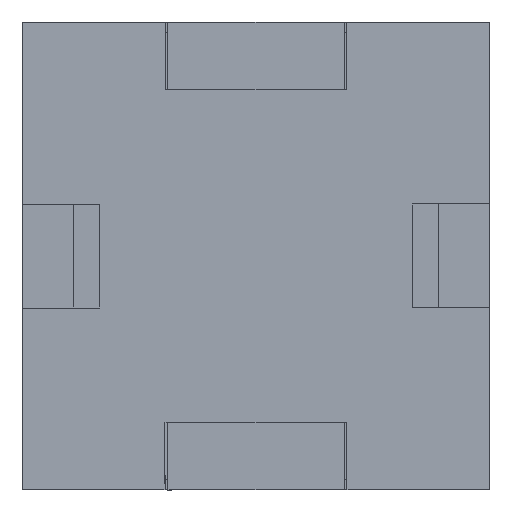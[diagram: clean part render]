
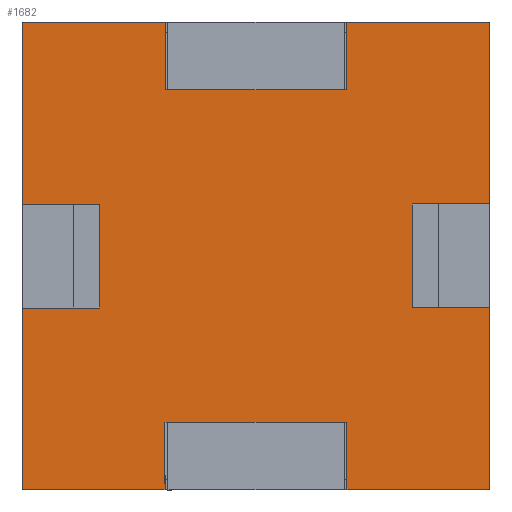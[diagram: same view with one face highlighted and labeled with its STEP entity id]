
A CAD part, front view. The second image highlights one B-rep face of the part: STEP entity #1682.
In plain terms, the highlighted planar face has unit normal (0, -1, 0).
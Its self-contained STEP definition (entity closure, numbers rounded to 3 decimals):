
#52=FACE_OUTER_BOUND('',#144,.T.);
#144=EDGE_LOOP('',(#1155,#1156,#1157,#1158,#1159,#1160,#1161,#1162,#1163,
#1164,#1165,#1166,#1167,#1168,#1169,#1170,#1171,#1172,#1173,#1174,#1175,
#1176,#1177,#1178));
#265=LINE('',#2432,#499);
#266=LINE('',#2433,#500);
#267=LINE('',#2434,#501);
#268=LINE('',#2436,#502);
#269=LINE('',#2438,#503);
#270=LINE('',#2440,#504);
#271=LINE('',#2442,#505);
#272=LINE('',#2444,#506);
#273=LINE('',#2446,#507);
#274=LINE('',#2448,#508);
#275=LINE('',#2450,#509);
#276=LINE('',#2452,#510);
#277=LINE('',#2454,#511);
#278=LINE('',#2455,#512);
#279=LINE('',#2456,#513);
#280=LINE('',#2458,#514);
#281=LINE('',#2460,#515);
#282=LINE('',#2462,#516);
#283=LINE('',#2464,#517);
#284=LINE('',#2466,#518);
#285=LINE('',#2468,#519);
#286=LINE('',#2470,#520);
#287=LINE('',#2472,#521);
#288=LINE('',#2473,#522);
#499=VECTOR('',#1973,1.);
#500=VECTOR('',#1974,1.);
#501=VECTOR('',#1975,1.);
#502=VECTOR('',#1976,1.);
#503=VECTOR('',#1977,1.);
#504=VECTOR('',#1978,1.);
#505=VECTOR('',#1979,1.);
#506=VECTOR('',#1980,1.);
#507=VECTOR('',#1981,1.);
#508=VECTOR('',#1982,1.);
#509=VECTOR('',#1983,1.);
#510=VECTOR('',#1984,1.);
#511=VECTOR('',#1985,1.);
#512=VECTOR('',#1986,1.);
#513=VECTOR('',#1987,1.);
#514=VECTOR('',#1988,1.);
#515=VECTOR('',#1989,1.);
#516=VECTOR('',#1990,1.);
#517=VECTOR('',#1991,1.);
#518=VECTOR('',#1992,1.);
#519=VECTOR('',#1993,1.);
#520=VECTOR('',#1994,1.);
#521=VECTOR('',#1995,1.);
#522=VECTOR('',#1996,1.);
#705=VERTEX_POINT('',#2370);
#706=VERTEX_POINT('',#2371);
#718=VERTEX_POINT('',#2405);
#719=VERTEX_POINT('',#2406);
#726=VERTEX_POINT('',#2430);
#727=VERTEX_POINT('',#2431);
#728=VERTEX_POINT('',#2435);
#729=VERTEX_POINT('',#2437);
#730=VERTEX_POINT('',#2439);
#731=VERTEX_POINT('',#2441);
#732=VERTEX_POINT('',#2443);
#733=VERTEX_POINT('',#2445);
#734=VERTEX_POINT('',#2447);
#735=VERTEX_POINT('',#2449);
#736=VERTEX_POINT('',#2451);
#737=VERTEX_POINT('',#2453);
#738=VERTEX_POINT('',#2457);
#739=VERTEX_POINT('',#2459);
#740=VERTEX_POINT('',#2461);
#741=VERTEX_POINT('',#2463);
#742=VERTEX_POINT('',#2465);
#743=VERTEX_POINT('',#2467);
#744=VERTEX_POINT('',#2469);
#745=VERTEX_POINT('',#2471);
#897=EDGE_CURVE('',#726,#727,#265,.T.);
#898=EDGE_CURVE('',#706,#726,#266,.T.);
#899=EDGE_CURVE('',#705,#706,#267,.T.);
#900=EDGE_CURVE('',#728,#705,#268,.T.);
#901=EDGE_CURVE('',#729,#728,#269,.T.);
#902=EDGE_CURVE('',#729,#730,#270,.T.);
#903=EDGE_CURVE('',#730,#731,#271,.T.);
#904=EDGE_CURVE('',#731,#732,#272,.T.);
#905=EDGE_CURVE('',#732,#733,#273,.T.);
#906=EDGE_CURVE('',#733,#734,#274,.T.);
#907=EDGE_CURVE('',#734,#735,#275,.T.);
#908=EDGE_CURVE('',#735,#736,#276,.T.);
#909=EDGE_CURVE('',#737,#736,#277,.T.);
#910=EDGE_CURVE('',#737,#718,#278,.T.);
#911=EDGE_CURVE('',#718,#719,#279,.T.);
#912=EDGE_CURVE('',#719,#738,#280,.T.);
#913=EDGE_CURVE('',#739,#738,#281,.T.);
#914=EDGE_CURVE('',#739,#740,#282,.T.);
#915=EDGE_CURVE('',#740,#741,#283,.T.);
#916=EDGE_CURVE('',#742,#741,#284,.T.);
#917=EDGE_CURVE('',#743,#742,#285,.T.);
#918=EDGE_CURVE('',#744,#743,#286,.T.);
#919=EDGE_CURVE('',#744,#745,#287,.T.);
#920=EDGE_CURVE('',#745,#727,#288,.T.);
#1155=ORIENTED_EDGE('',*,*,#897,.F.);
#1156=ORIENTED_EDGE('',*,*,#898,.F.);
#1157=ORIENTED_EDGE('',*,*,#899,.F.);
#1158=ORIENTED_EDGE('',*,*,#900,.F.);
#1159=ORIENTED_EDGE('',*,*,#901,.F.);
#1160=ORIENTED_EDGE('',*,*,#902,.T.);
#1161=ORIENTED_EDGE('',*,*,#903,.T.);
#1162=ORIENTED_EDGE('',*,*,#904,.T.);
#1163=ORIENTED_EDGE('',*,*,#905,.T.);
#1164=ORIENTED_EDGE('',*,*,#906,.T.);
#1165=ORIENTED_EDGE('',*,*,#907,.T.);
#1166=ORIENTED_EDGE('',*,*,#908,.T.);
#1167=ORIENTED_EDGE('',*,*,#909,.F.);
#1168=ORIENTED_EDGE('',*,*,#910,.T.);
#1169=ORIENTED_EDGE('',*,*,#911,.T.);
#1170=ORIENTED_EDGE('',*,*,#912,.T.);
#1171=ORIENTED_EDGE('',*,*,#913,.F.);
#1172=ORIENTED_EDGE('',*,*,#914,.T.);
#1173=ORIENTED_EDGE('',*,*,#915,.T.);
#1174=ORIENTED_EDGE('',*,*,#916,.F.);
#1175=ORIENTED_EDGE('',*,*,#917,.F.);
#1176=ORIENTED_EDGE('',*,*,#918,.F.);
#1177=ORIENTED_EDGE('',*,*,#919,.T.);
#1178=ORIENTED_EDGE('',*,*,#920,.T.);
#1597=PLANE('',#1800);
#1682=ADVANCED_FACE('',(#52),#1597,.T.);
#1800=AXIS2_PLACEMENT_3D('',#2429,#1971,#1972);
#1971=DIRECTION('center_axis',(0.,-1.,0.));
#1972=DIRECTION('ref_axis',(-1.,0.,0.));
#1973=DIRECTION('',(0.,0.,-1.));
#1974=DIRECTION('',(-1.,0.,0.));
#1975=DIRECTION('',(-1.,0.,0.));
#1976=DIRECTION('',(-1.,0.,0.));
#1977=DIRECTION('',(0.,0.,1.));
#1978=DIRECTION('',(1.,0.,0.));
#1979=DIRECTION('',(0.,0.,1.));
#1980=DIRECTION('',(-1.,0.,0.));
#1981=DIRECTION('',(0.,0.,1.));
#1982=DIRECTION('',(1.,0.,0.));
#1983=DIRECTION('',(0.,0.,1.));
#1984=DIRECTION('',(-1.,0.,0.));
#1985=DIRECTION('',(0.,0.,1.));
#1986=DIRECTION('',(-1.,0.,0.));
#1987=DIRECTION('',(-1.,0.,0.));
#1988=DIRECTION('',(-1.,0.,0.));
#1989=DIRECTION('',(0.,0.,-1.));
#1990=DIRECTION('',(-1.,0.,0.));
#1991=DIRECTION('',(0.,0.,-1.));
#1992=DIRECTION('',(-1.,0.,0.));
#1993=DIRECTION('',(0.,0.,1.));
#1994=DIRECTION('',(1.,0.,0.));
#1995=DIRECTION('',(0.,0.,-1.));
#1996=DIRECTION('',(1.,0.,0.));
#2370=CARTESIAN_POINT('',(1.698,-0.85,-3.197));
#2371=CARTESIAN_POINT('',(-1.702,-0.85,-3.197));
#2405=CARTESIAN_POINT('',(1.698,-0.85,3.203));
#2406=CARTESIAN_POINT('',(-1.702,-0.85,3.203));
#2429=CARTESIAN_POINT('Origin',(-4.502,-0.85,4.503));
#2430=CARTESIAN_POINT('',(-1.752,-0.85,-3.197));
#2431=CARTESIAN_POINT('',(-1.752,-0.85,-4.497));
#2432=CARTESIAN_POINT('',(-1.752,-0.85,-3.197));
#2433=CARTESIAN_POINT('',(1.698,-0.85,-3.197));
#2434=CARTESIAN_POINT('',(1.698,-0.85,-3.197));
#2435=CARTESIAN_POINT('',(1.748,-0.85,-3.197));
#2436=CARTESIAN_POINT('',(1.698,-0.85,-3.197));
#2437=CARTESIAN_POINT('',(1.748,-0.85,-4.497));
#2438=CARTESIAN_POINT('',(1.748,-0.85,-4.497));
#2439=CARTESIAN_POINT('',(4.498,-0.85,-4.497));
#2440=CARTESIAN_POINT('',(-4.502,-0.85,-4.497));
#2441=CARTESIAN_POINT('',(4.498,-0.85,-0.997));
#2442=CARTESIAN_POINT('',(4.498,-0.85,-4.497));
#2443=CARTESIAN_POINT('',(2.998,-0.85,-0.997));
#2444=CARTESIAN_POINT('',(4.498,-0.85,-0.997));
#2445=CARTESIAN_POINT('',(2.998,-0.85,1.003));
#2446=CARTESIAN_POINT('',(2.998,-0.85,-0.997));
#2447=CARTESIAN_POINT('',(4.498,-0.85,1.003));
#2448=CARTESIAN_POINT('',(2.998,-0.85,1.003));
#2449=CARTESIAN_POINT('',(4.498,-0.85,4.503));
#2450=CARTESIAN_POINT('',(4.498,-0.85,-4.497));
#2451=CARTESIAN_POINT('',(1.748,-0.85,4.503));
#2452=CARTESIAN_POINT('',(4.498,-0.85,4.503));
#2453=CARTESIAN_POINT('',(1.748,-0.85,3.203));
#2454=CARTESIAN_POINT('',(1.748,-0.85,3.203));
#2455=CARTESIAN_POINT('',(1.698,-0.85,3.203));
#2456=CARTESIAN_POINT('',(1.698,-0.85,3.203));
#2457=CARTESIAN_POINT('',(-1.752,-0.85,3.203));
#2458=CARTESIAN_POINT('',(1.698,-0.85,3.203));
#2459=CARTESIAN_POINT('',(-1.752,-0.85,4.503));
#2460=CARTESIAN_POINT('',(-1.752,-0.85,4.503));
#2461=CARTESIAN_POINT('',(-4.502,-0.85,4.503));
#2462=CARTESIAN_POINT('',(4.498,-0.85,4.503));
#2463=CARTESIAN_POINT('',(-4.502,-0.85,1.003));
#2464=CARTESIAN_POINT('',(-4.502,-0.85,4.503));
#2465=CARTESIAN_POINT('',(-3.002,-0.85,1.003));
#2466=CARTESIAN_POINT('',(-3.002,-0.85,1.003));
#2467=CARTESIAN_POINT('',(-3.002,-0.85,-0.997));
#2468=CARTESIAN_POINT('',(-3.002,-0.85,-0.997));
#2469=CARTESIAN_POINT('',(-4.502,-0.85,-0.997));
#2470=CARTESIAN_POINT('',(-4.502,-0.85,-0.997));
#2471=CARTESIAN_POINT('',(-4.502,-0.85,-4.497));
#2472=CARTESIAN_POINT('',(-4.502,-0.85,4.503));
#2473=CARTESIAN_POINT('',(-4.502,-0.85,-4.497));
